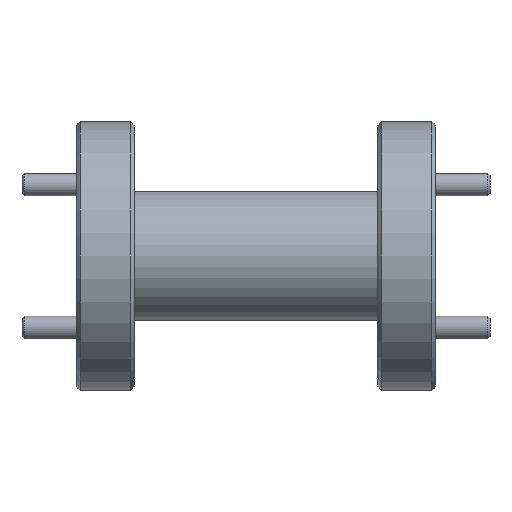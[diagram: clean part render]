
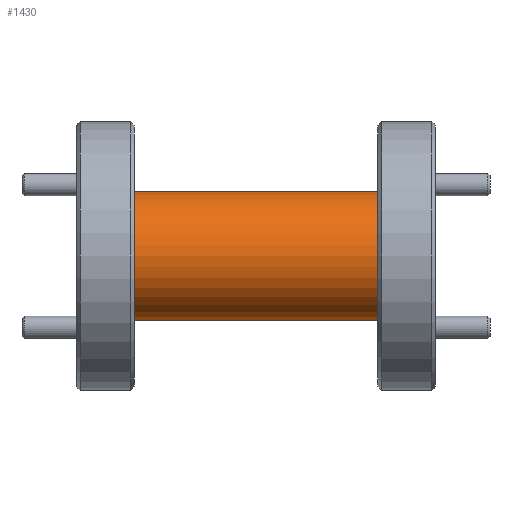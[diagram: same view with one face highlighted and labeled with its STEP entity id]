
A CAD part, front view. The second image highlights one B-rep face of the part: STEP entity #1430.
In plain terms, the highlighted cylindrical face has radius 4.572 mm (diameter 9.144 mm), a partial arc.
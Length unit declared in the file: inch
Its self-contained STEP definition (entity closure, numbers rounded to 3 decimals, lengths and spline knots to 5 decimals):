
#100 = VERTEX_POINT ( 'NONE', #418 ) ;
#117 = DIRECTION ( 'NONE',  ( 0., 0., -1. ) ) ;
#185 = DIRECTION ( 'NONE',  ( 1., 0., 0. ) ) ;
#240 = CARTESIAN_POINT ( 'NONE',  ( 0., 0., 0. ) ) ;
#388 = CIRCLE ( 'NONE', #2708, 0.18 ) ;
#418 = CARTESIAN_POINT ( 'NONE',  ( -0.84, 0., 0.18 ) ) ;
#438 = ORIENTED_EDGE ( 'NONE', *, *, #2665, .F. ) ;
#441 = LINE ( 'NONE', #1595, #807 ) ;
#510 = EDGE_CURVE ( 'NONE', #100, #3821, #441, .T. ) ;
#578 = ORIENTED_EDGE ( 'NONE', *, *, #510, .F. ) ;
#619 = CARTESIAN_POINT ( 'NONE',  ( 0., 0., -0.18 ) ) ;
#807 = VECTOR ( 'NONE', #1631, 39.37008 ) ;
#911 = DIRECTION ( 'NONE',  ( 1., 0., 0. ) ) ;
#936 = AXIS2_PLACEMENT_3D ( 'NONE', #240, #185, #2909 ) ;
#949 = CIRCLE ( 'NONE', #3154, 0.18 ) ;
#1094 = FACE_OUTER_BOUND ( 'NONE', #1898, .T. ) ;
#1222 = CARTESIAN_POINT ( 'NONE',  ( -0.16, 0., -0.18 ) ) ;
#1430 = ADVANCED_FACE ( 'NONE', ( #1094 ), #1663, .T. ) ;
#1595 = CARTESIAN_POINT ( 'NONE',  ( 0., 0., 0.18 ) ) ;
#1625 = DIRECTION ( 'NONE',  ( 0., 0., -1. ) ) ;
#1631 = DIRECTION ( 'NONE',  ( 1., 0., 0. ) ) ;
#1663 = CYLINDRICAL_SURFACE ( 'NONE', #936, 0.18 ) ;
#1674 = ORIENTED_EDGE ( 'NONE', *, *, #1915, .T. ) ;
#1697 = VECTOR ( 'NONE', #911, 39.37008 ) ;
#1844 = CARTESIAN_POINT ( 'NONE',  ( -0.16, 0., 0.18 ) ) ;
#1853 = ORIENTED_EDGE ( 'NONE', *, *, #2230, .T. ) ;
#1898 = EDGE_LOOP ( 'NONE', ( #578, #1853, #1674, #438 ) ) ;
#1901 = DIRECTION ( 'NONE',  ( 1., 0., 0. ) ) ;
#1915 = EDGE_CURVE ( 'NONE', #2102, #3369, #2448, .T. ) ;
#2102 = VERTEX_POINT ( 'NONE', #2866 ) ;
#2230 = EDGE_CURVE ( 'NONE', #100, #2102, #949, .T. ) ;
#2448 = LINE ( 'NONE', #619, #1697 ) ;
#2503 = CARTESIAN_POINT ( 'NONE',  ( -0.84, 0., 0. ) ) ;
#2665 = EDGE_CURVE ( 'NONE', #3821, #3369, #388, .T. ) ;
#2708 = AXIS2_PLACEMENT_3D ( 'NONE', #3356, #1901, #1625 ) ;
#2866 = CARTESIAN_POINT ( 'NONE',  ( -0.84, 0., -0.18 ) ) ;
#2909 = DIRECTION ( 'NONE',  ( 0., 0., -1. ) ) ;
#3154 = AXIS2_PLACEMENT_3D ( 'NONE', #2503, #3698, #117 ) ;
#3356 = CARTESIAN_POINT ( 'NONE',  ( -0.16, 0., 0. ) ) ;
#3369 = VERTEX_POINT ( 'NONE', #1222 ) ;
#3698 = DIRECTION ( 'NONE',  ( 1., 0., 0. ) ) ;
#3821 = VERTEX_POINT ( 'NONE', #1844 ) ;
